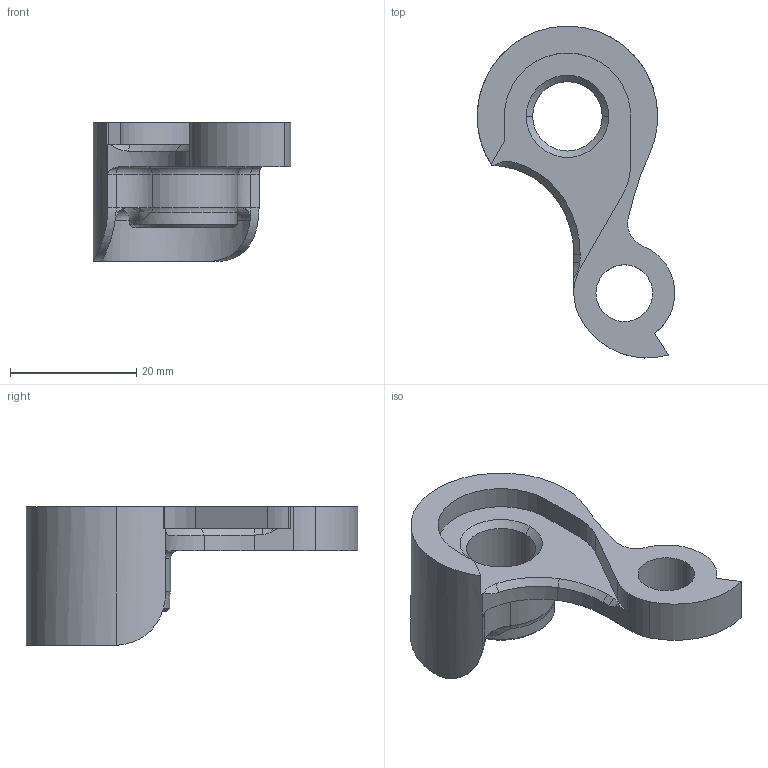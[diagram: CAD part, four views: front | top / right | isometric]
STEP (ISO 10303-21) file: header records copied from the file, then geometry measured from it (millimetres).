
FILE_DESCRIPTION (( 'STEP AP214' ), '1' );
FILE_NAME ('DR2025R.STEP', '2019-04-16T16:34:19', ( 'JeffCAD' ), ( 'Microsoft' ), 'SwSTEP 2.0', 'SolidWorks 2019', '' );
FILE_SCHEMA (( 'AUTOMOTIVE_DESIGN' ));
Length unit declared in the file: inch
Products named in the file (1): DR2025R
Bounding box: 31.28 x 52.54 x 22 mm (x, y, z)
Volume: 7313.4 mm3; surface area: 4561 mm2
Topology: 1 solids, 1 shells, 73 faces, 188 edges, 117 vertices
Faces by surface type: cylinder 32, plane 16, torus 12, cone 11, bspline 2
Entity records: 2506 total; most frequent: CARTESIAN_POINT 643, DIRECTION 410, ORIENTED_EDGE 376, EDGE_CURVE 188, AXIS2_PLACEMENT_3D 168, VERTEX_POINT 117, CIRCLE 96, EDGE_LOOP 77
